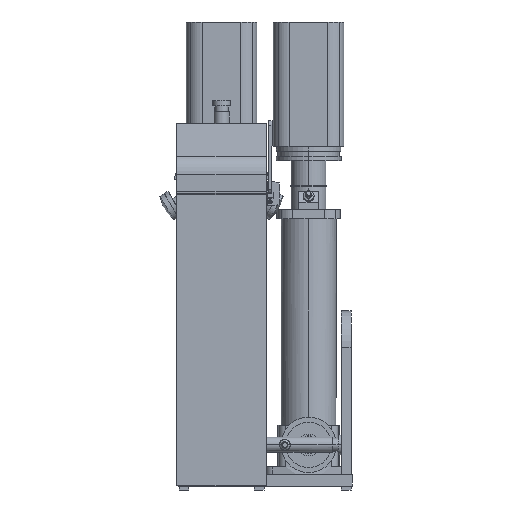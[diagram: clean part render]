
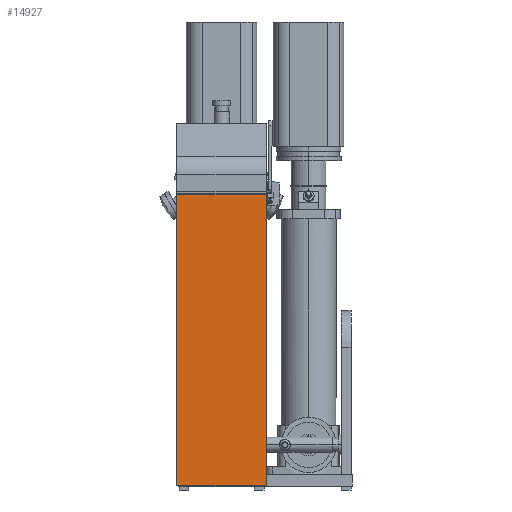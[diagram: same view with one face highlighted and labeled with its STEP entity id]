
A CAD part, front view. The second image highlights one B-rep face of the part: STEP entity #14927.
In plain terms, the highlighted planar face has unit normal (0, -1, 0).
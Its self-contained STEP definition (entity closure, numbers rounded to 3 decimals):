
#10 = DIRECTION ( 'NONE',  ( 0., 0., -1. ) ) ;
#917 = FACE_OUTER_BOUND ( 'NONE', #3168, .T. ) ;
#1109 = EDGE_CURVE ( 'NONE', #22143, #8287, #4011, .T. ) ;
#1411 = VERTEX_POINT ( 'NONE', #24165 ) ;
#2398 = VECTOR ( 'NONE', #17176, 1000. ) ;
#3168 = EDGE_LOOP ( 'NONE', ( #4865, #9698, #7318, #17205 ) ) ;
#4011 = LINE ( 'NONE', #19197, #10700 ) ;
#4272 = EDGE_CURVE ( 'NONE', #8287, #22852, #15810, .T. ) ;
#4460 = VECTOR ( 'NONE', #12572, 1000. ) ;
#4865 = ORIENTED_EDGE ( 'NONE', *, *, #4272, .F. ) ;
#5817 = AXIS2_PLACEMENT_3D ( 'NONE', #21705, #8132, #12108 ) ;
#7318 = ORIENTED_EDGE ( 'NONE', *, *, #19569, .T. ) ;
#7606 = LINE ( 'NONE', #9613, #2398 ) ;
#7939 = CARTESIAN_POINT ( 'NONE',  ( 113.5, -224.3, 746.194 ) ) ;
#8132 = DIRECTION ( 'NONE',  ( 0., -1., 0. ) ) ;
#8257 = PLANE ( 'NONE',  #5817 ) ;
#8287 = VERTEX_POINT ( 'NONE', #11196 ) ;
#8967 = VECTOR ( 'NONE', #13141, 1000. ) ;
#9613 = CARTESIAN_POINT ( 'NONE',  ( -113.5, -224.3, 10.354 ) ) ;
#9698 = ORIENTED_EDGE ( 'NONE', *, *, #1109, .F. ) ;
#10700 = VECTOR ( 'NONE', #10, 1000. ) ;
#11058 = LINE ( 'NONE', #14769, #8967 ) ;
#11196 = CARTESIAN_POINT ( 'NONE',  ( 113.5, -224.3, 10.354 ) ) ;
#12108 = DIRECTION ( 'NONE',  ( 0., 0., -1. ) ) ;
#12320 = CARTESIAN_POINT ( 'NONE',  ( 0., -224.3, 10.354 ) ) ;
#12572 = DIRECTION ( 'NONE',  ( -1., 0., 0. ) ) ;
#13141 = DIRECTION ( 'NONE',  ( -1., 0., 0. ) ) ;
#14769 = CARTESIAN_POINT ( 'NONE',  ( 0., -224.3, 746.194 ) ) ;
#14927 = ADVANCED_FACE ( 'NONE', ( #917 ), #8257, .T. ) ;
#15810 = LINE ( 'NONE', #12320, #4460 ) ;
#16170 = EDGE_CURVE ( 'NONE', #22852, #1411, #7606, .T. ) ;
#16931 = CARTESIAN_POINT ( 'NONE',  ( -113.5, -224.3, 10.354 ) ) ;
#17176 = DIRECTION ( 'NONE',  ( 0., 0., 1. ) ) ;
#17205 = ORIENTED_EDGE ( 'NONE', *, *, #16170, .F. ) ;
#19197 = CARTESIAN_POINT ( 'NONE',  ( 113.5, -224.3, 10.354 ) ) ;
#19569 = EDGE_CURVE ( 'NONE', #22143, #1411, #11058, .T. ) ;
#21705 = CARTESIAN_POINT ( 'NONE',  ( 0., -224.3, 746.194 ) ) ;
#22143 = VERTEX_POINT ( 'NONE', #7939 ) ;
#22852 = VERTEX_POINT ( 'NONE', #16931 ) ;
#24165 = CARTESIAN_POINT ( 'NONE',  ( -113.5, -224.3, 746.194 ) ) ;
